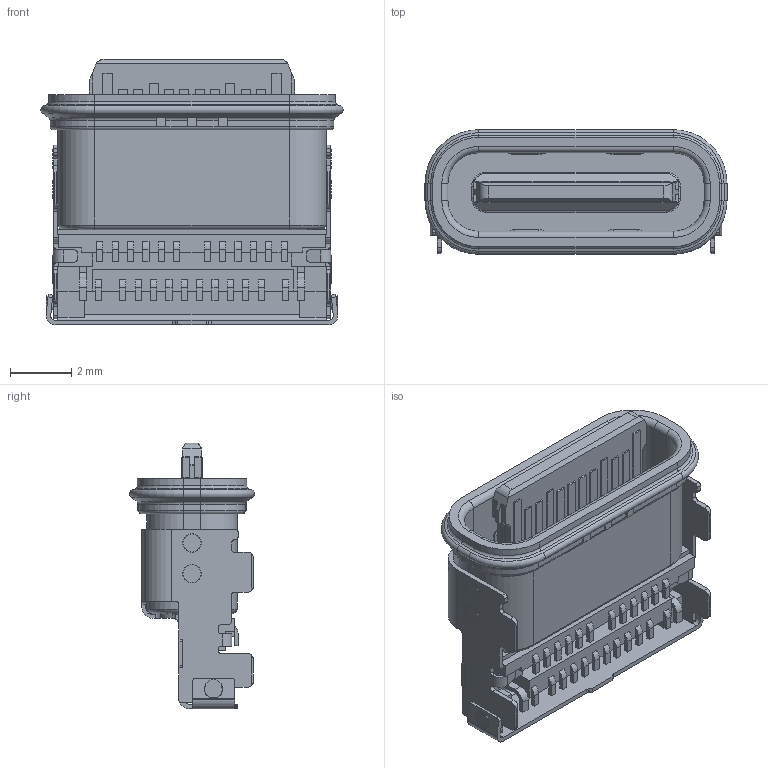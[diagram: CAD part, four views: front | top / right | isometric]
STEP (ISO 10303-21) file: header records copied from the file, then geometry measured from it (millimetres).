
FILE_DESCRIPTION (( 'STEP AP214' ), '1' );
FILE_NAME ('2305018-2.STEP', '2019-02-15T22:39:31', ( '' ), ( '' ), 'SwSTEP 2.0', 'SolidWorks 2018', '' );
FILE_SCHEMA (( 'AUTOMOTIVE_DESIGN' ));
Length unit declared in the file: millimetre
Products named in the file (1): 2305018-2
Bounding box: 9.84 x 4.06 x 8.65 mm (x, y, z)
Volume: 113.5 mm3; surface area: 497.1 mm2
Topology: 1 solids, 1 shells, 838 faces, 2272 edges, 1418 vertices
Faces by surface type: plane 492, cylinder 235, torus 48, cone 43, sphere 16, bspline 4
Entity records: 30784 total; most frequent: CARTESIAN_POINT 5340, ORIENTED_EDGE 4500, DIRECTION 4366, EDGE_CURVE 2250, LINE 1550, VECTOR 1550, VERTEX_POINT 1418, AXIS2_PLACEMENT_3D 1408
